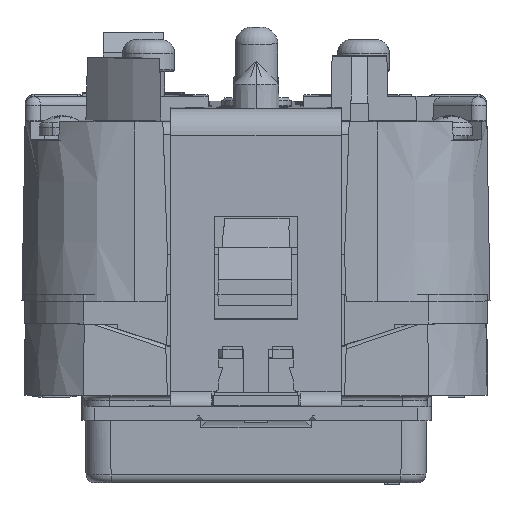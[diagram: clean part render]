
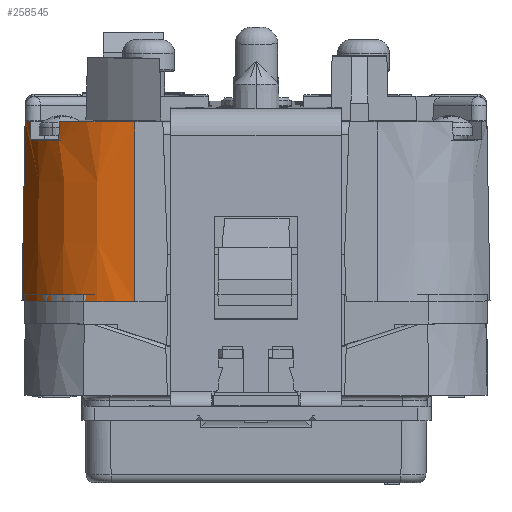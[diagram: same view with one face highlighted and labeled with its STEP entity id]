
A CAD part, top view. The second image highlights one B-rep face of the part: STEP entity #258545.
In plain terms, the highlighted conical face has half-angle 1 degrees and reference radius 10.706 mm.
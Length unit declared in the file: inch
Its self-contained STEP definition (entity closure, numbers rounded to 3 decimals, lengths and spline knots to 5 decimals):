
#72 = DIRECTION ( 'NONE',  ( 0., -1., -0.012 ) ) ;
#3316 = CARTESIAN_POINT ( 'NONE',  ( -1.9333, 0.12107, 2.49235 ) ) ;
#3960 = CARTESIAN_POINT ( 'NONE',  ( -1.54258, 0.16458, 2.7516 ) ) ;
#6324 = CIRCLE ( 'NONE', #316730, 0.42307 ) ;
#9907 = DIRECTION ( 'NONE',  ( 0., -0.012, 1. ) ) ;
#11737 = CARTESIAN_POINT ( 'NONE',  ( -1.54258, -0.50951, 2.75517 ) ) ;
#28547 = EDGE_CURVE ( 'NONE', #143613, #206777, #236160, .T. ) ;
#30242 = ORIENTED_EDGE ( 'NONE', *, *, #28547, .T. ) ;
#31254 = DIRECTION ( 'NONE',  ( 0., -1., -0.012 ) ) ;
#32382 = ORIENTED_EDGE ( 'NONE', *, *, #291084, .F. ) ;
#32473 = DIRECTION ( 'NONE',  ( 0., 0.012, -1. ) ) ;
#34058 = EDGE_CURVE ( 'NONE', #157608, #107461, #321662, .T. ) ;
#35000 = CARTESIAN_POINT ( 'NONE',  ( -1.96199, -0.28078, 2.42198 ) ) ;
#38494 = CARTESIAN_POINT ( 'NONE',  ( -1.54258, 0.09973, 2.32771 ) ) ;
#45564 = CIRCLE ( 'NONE', #336796, 0.43484 ) ;
#51036 = ORIENTED_EDGE ( 'NONE', *, *, #34058, .T. ) ;
#62763 = CARTESIAN_POINT ( 'NONE',  ( -1.93302, 0.16775, 2.49148 ) ) ;
#67418 = ORIENTED_EDGE ( 'NONE', *, *, #226940, .T. ) ;
#69472 = FACE_OUTER_BOUND ( 'NONE', #327833, .T. ) ;
#70906 = CARTESIAN_POINT ( 'NONE',  ( -1.82668, 0.14258, 2.64229 ) ) ;
#77548 = CARTESIAN_POINT ( 'NONE',  ( -1.54258, -0.50422, 2.32037 ) ) ;
#80813 = CIRCLE ( 'NONE', #310537, 0.42307 ) ;
#86833 = DIRECTION ( 'NONE',  ( 0., -0.012, 1. ) ) ;
#87159 = VERTEX_POINT ( 'NONE', #298974 ) ;
#88251 = CARTESIAN_POINT ( 'NONE',  ( -1.95807, -0.05612, 2.42425 ) ) ;
#99766 = CARTESIAN_POINT ( 'NONE',  ( -1.54258, 0.2546, 2.75112 ) ) ;
#100482 = CARTESIAN_POINT ( 'NONE',  ( -1.95415, 0.16854, 2.42652 ) ) ;
#107461 = VERTEX_POINT ( 'NONE', #301677 ) ;
#109432 = VERTEX_POINT ( 'NONE', #132841 ) ;
#118067 = CONICAL_SURFACE ( 'NONE', #191221, 0.4215, 0.017 ) ;
#130917 = EDGE_CURVE ( 'NONE', #252102, #157608, #80813, .T. ) ;
#132841 = CARTESIAN_POINT ( 'NONE',  ( -1.82609, 0.16591, 2.64256 ) ) ;
#136045 = CIRCLE ( 'NONE', #311978, 0.42429 ) ;
#143613 = VERTEX_POINT ( 'NONE', #11737 ) ;
#147221 = B_SPLINE_CURVE_WITH_KNOTS ( 'NONE', 3,
 ( #152666, #70906, #351265, #153877 ),
 .UNSPECIFIED., .F., .F.,
 ( 4, 4 ),
 ( 0.00898, 0.01076 ),
 .UNSPECIFIED. ) ;
#152666 = CARTESIAN_POINT ( 'NONE',  ( -1.82609, 0.16591, 2.64256 ) ) ;
#153877 = CARTESIAN_POINT ( 'NONE',  ( -1.82786, 0.09591, 2.64175 ) ) ;
#156885 = DIRECTION ( 'NONE',  ( 0., 0.012, -1. ) ) ;
#157608 = VERTEX_POINT ( 'NONE', #100482 ) ;
#158091 = DIRECTION ( 'NONE',  ( 0., 1., 0.012 ) ) ;
#163871 = ORIENTED_EDGE ( 'NONE', *, *, #178450, .T. ) ;
#178436 = VECTOR ( 'NONE', #355375, 39.37008 ) ;
#178450 = EDGE_CURVE ( 'NONE', #109432, #317932, #147221, .T. ) ;
#181554 = EDGE_CURVE ( 'NONE', #107461, #143613, #45564, .T. ) ;
#191221 = AXIS2_PLACEMENT_3D ( 'NONE', #338669, #72, #86833 ) ;
#199762 = CARTESIAN_POINT ( 'NONE',  ( -1.95415, 0.16854, 2.42652 ) ) ;
#206777 = VERTEX_POINT ( 'NONE', #3960 ) ;
#226670 = DIRECTION ( 'NONE',  ( 0., -1., -0.012 ) ) ;
#226940 = EDGE_CURVE ( 'NONE', #206777, #109432, #6324, .T. ) ;
#235009 = CARTESIAN_POINT ( 'NONE',  ( -1.93316, 0.14441, 2.49191 ) ) ;
#236160 = LINE ( 'NONE', #99766, #178436 ) ;
#241221 = ORIENTED_EDGE ( 'NONE', *, *, #260713, .T. ) ;
#252102 = VERTEX_POINT ( 'NONE', #321749 ) ;
#258545 = ADVANCED_FACE ( 'NONE', ( #69472 ), #118067, .T. ) ;
#260713 = EDGE_CURVE ( 'NONE', #87159, #252102, #344378, .T. ) ;
#262865 = DIRECTION ( 'NONE',  ( 0., 1., 0.012 ) ) ;
#279899 = ORIENTED_EDGE ( 'NONE', *, *, #130917, .T. ) ;
#286231 = DIRECTION ( 'NONE',  ( 0., 0.012, -1. ) ) ;
#291084 = EDGE_CURVE ( 'NONE', #87159, #317932, #136045, .T. ) ;
#298974 = CARTESIAN_POINT ( 'NONE',  ( -1.93344, 0.09773, 2.49278 ) ) ;
#301677 = CARTESIAN_POINT ( 'NONE',  ( -1.96592, -0.50543, 2.4197 ) ) ;
#303917 = CARTESIAN_POINT ( 'NONE',  ( -1.82786, 0.09591, 2.64175 ) ) ;
#310537 = AXIS2_PLACEMENT_3D ( 'NONE', #313886, #31254, #32473 ) ;
#311978 = AXIS2_PLACEMENT_3D ( 'NONE', #38494, #262865, #9907 ) ;
#313886 = CARTESIAN_POINT ( 'NONE',  ( -1.54258, 0.16973, 2.32856 ) ) ;
#315223 = CARTESIAN_POINT ( 'NONE',  ( -1.96592, -0.50543, 2.4197 ) ) ;
#315769 = CARTESIAN_POINT ( 'NONE',  ( -1.93344, 0.09773, 2.49278 ) ) ;
#316730 = AXIS2_PLACEMENT_3D ( 'NONE', #368183, #226670, #286231 ) ;
#317932 = VERTEX_POINT ( 'NONE', #303917 ) ;
#321662 = B_SPLINE_CURVE_WITH_KNOTS ( 'NONE', 3,
 ( #199762, #88251, #35000, #315223 ),
 .UNSPECIFIED., .F., .F.,
 ( 4, 4 ),
 ( 0., 0.01712 ),
 .UNSPECIFIED. ) ;
#321749 = CARTESIAN_POINT ( 'NONE',  ( -1.93302, 0.16775, 2.49148 ) ) ;
#323365 = ORIENTED_EDGE ( 'NONE', *, *, #181554, .T. ) ;
#327833 = EDGE_LOOP ( 'NONE', ( #67418, #163871, #32382, #241221, #279899, #51036, #323365, #30242 ) ) ;
#336796 = AXIS2_PLACEMENT_3D ( 'NONE', #77548, #158091, #156885 ) ;
#338669 = CARTESIAN_POINT ( 'NONE',  ( -1.54258, 0.25972, 2.32965 ) ) ;
#344378 = B_SPLINE_CURVE_WITH_KNOTS ( 'NONE', 3,
 ( #315769, #3316, #235009, #62763 ),
 .UNSPECIFIED., .F., .F.,
 ( 4, 4 ),
 ( 0.00899, 0.01077 ),
 .UNSPECIFIED. ) ;
#351265 = CARTESIAN_POINT ( 'NONE',  ( -1.82727, 0.11925, 2.64202 ) ) ;
#355375 = DIRECTION ( 'NONE',  ( 0., 1., -0.005 ) ) ;
#368183 = CARTESIAN_POINT ( 'NONE',  ( -1.54258, 0.16973, 2.32856 ) ) ;
